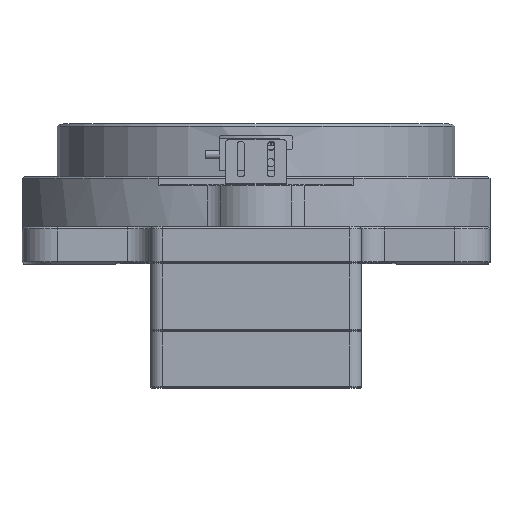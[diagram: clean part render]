
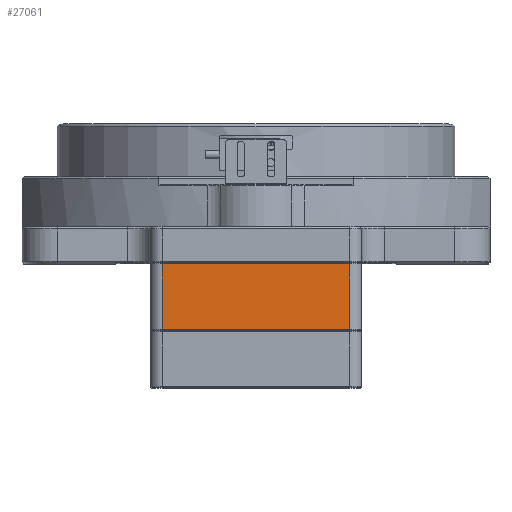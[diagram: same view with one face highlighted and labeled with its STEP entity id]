
A CAD part, top view. The second image highlights one B-rep face of the part: STEP entity #27061.
In plain terms, the highlighted planar face has unit normal (0, 0, 1).
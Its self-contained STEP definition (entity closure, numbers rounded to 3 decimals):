
#999 = VERTEX_POINT ( 'NONE', #20551 ) ;
#2778 = EDGE_CURVE ( 'NONE', #999, #34260, #34890, .T. ) ;
#4193 = CARTESIAN_POINT ( 'NONE',  ( 40., 0., 140. ) ) ;
#9023 = DIRECTION ( 'NONE',  ( 0., -1., 0. ) ) ;
#9033 = CARTESIAN_POINT ( 'NONE',  ( -40., 0.5, 140. ) ) ;
#9067 = LINE ( 'NONE', #9033, #36179 ) ;
#9864 = CARTESIAN_POINT ( 'NONE',  ( 40., -28., 140. ) ) ;
#10599 = DIRECTION ( 'NONE',  ( -1., 0., 0. ) ) ;
#10606 = DIRECTION ( 'NONE',  ( 0., 0., 1. ) ) ;
#10637 = CARTESIAN_POINT ( 'NONE',  ( 45., 0.5, 140. ) ) ;
#10659 = PLANE ( 'NONE',  #12137 ) ;
#10699 = FACE_OUTER_BOUND ( 'NONE', #20000, .T. ) ;
#10927 = EDGE_CURVE ( 'NONE', #26546, #999, #9067, .T. ) ;
#12137 = AXIS2_PLACEMENT_3D ( 'NONE', #10637, #10606, #10599 ) ;
#15035 = EDGE_CURVE ( 'NONE', #15437, #26546, #19702, .T. ) ;
#15348 = DIRECTION ( 'NONE',  ( 0., 1., 0. ) ) ;
#15350 = CARTESIAN_POINT ( 'NONE',  ( 40., 0.5, 140. ) ) ;
#15388 = LINE ( 'NONE', #15350, #34509 ) ;
#15437 = VERTEX_POINT ( 'NONE', #4193 ) ;
#15615 = CARTESIAN_POINT ( 'NONE',  ( -40., 0., 140. ) ) ;
#18335 = ORIENTED_EDGE ( 'NONE', *, *, #30102, .T. ) ;
#18513 = ORIENTED_EDGE ( 'NONE', *, *, #15035, .T. ) ;
#18732 = ORIENTED_EDGE ( 'NONE', *, *, #10927, .T. ) ;
#18826 = ORIENTED_EDGE ( 'NONE', *, *, #2778, .T. ) ;
#19652 = DIRECTION ( 'NONE',  ( -1., 0., 0. ) ) ;
#19694 = CARTESIAN_POINT ( 'NONE',  ( -40., 0., 140. ) ) ;
#19702 = LINE ( 'NONE', #19694, #35946 ) ;
#20000 = EDGE_LOOP ( 'NONE', ( #18335, #18513, #18732, #18826 ) ) ;
#20551 = CARTESIAN_POINT ( 'NONE',  ( -40., -28., 140. ) ) ;
#26546 = VERTEX_POINT ( 'NONE', #15615 ) ;
#26880 = VECTOR ( 'NONE', #34849, 1000. ) ;
#27061 = ADVANCED_FACE ( 'NONE', ( #10699 ), #10659, .T. ) ;
#30102 = EDGE_CURVE ( 'NONE', #34260, #15437, #15388, .T. ) ;
#34260 = VERTEX_POINT ( 'NONE', #9864 ) ;
#34509 = VECTOR ( 'NONE', #15348, 1000. ) ;
#34849 = DIRECTION ( 'NONE',  ( 1., 0., 0. ) ) ;
#34883 = CARTESIAN_POINT ( 'NONE',  ( 45., -28., 140. ) ) ;
#34890 = LINE ( 'NONE', #34883, #26880 ) ;
#35946 = VECTOR ( 'NONE', #19652, 1000. ) ;
#36179 = VECTOR ( 'NONE', #9023, 1000. ) ;
